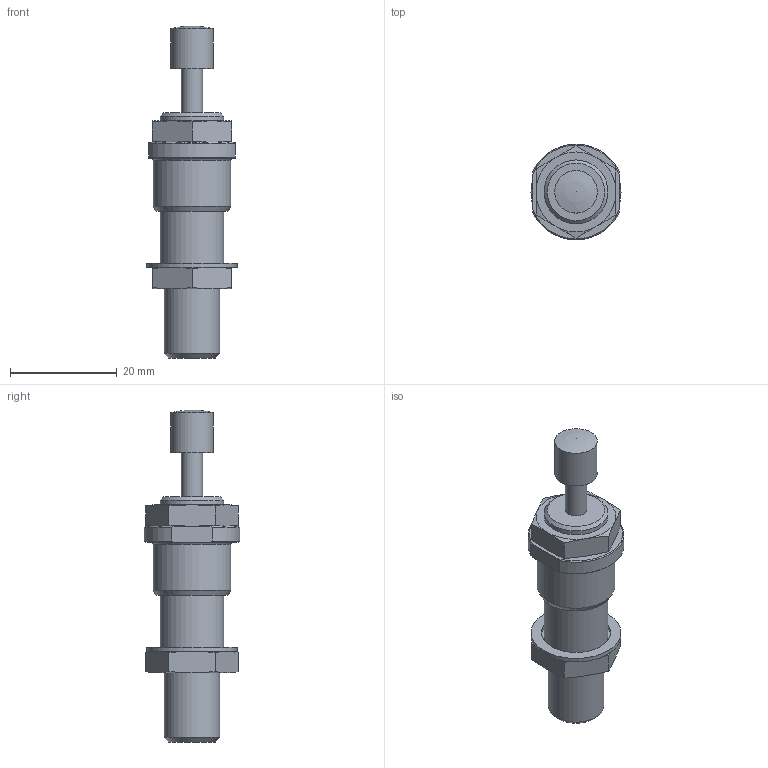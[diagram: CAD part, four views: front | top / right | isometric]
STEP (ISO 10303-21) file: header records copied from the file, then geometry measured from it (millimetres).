
FILE_DESCRIPTION(/* description */ ('STEP AP214'),/* implementation_level */ '2;1');
FILE_NAME(/* name */ '525960_DG-GA-18-YSR',/* time_stamp */ '2024-08-15T23:25:15+02:00',/* author */ ('License CC BY-ND 4.0'),/* organization */ ('CADENAS'),/* preprocessor_version */ 'ST-DEVELOPER v19.3',/* originating_system */ 'PARTsolutions',/* authorisation */ ' ');
FILE_SCHEMA (('AUTOMOTIVE_DESIGN {1 0 10303 214 3 1 1}'));
Length unit declared in the file: millimetre
Products named in the file (6): 525960 DG-GA-18-YSR---(OUT); 34571 YSR-8-8-C---dg_ga1; 34571 YSR-8-8-C---dg_ga3; 525960 DG-GA-18-YSR_h; 34571 YSR-8-8-Cdg_ga2; 525960 DG-GA-18-YSR_r
Assembly tree (6 placements, depth 2):
  525960 DG-GA-18-YSR---(OUT)
    34571 YSR-8-8-C---dg_ga1
    34571 YSR-8-8-C---dg_ga3  x2
    525960 DG-GA-18-YSR_h
    34571 YSR-8-8-Cdg_ga2
    525960 DG-GA-18-YSR_r
Bounding box: 16.9 x 17.93 x 62.3 mm (x, y, z)
Volume: 6933.1 mm3; surface area: 5736.9 mm2
Topology: 6 solids, 6 shells, 86 faces, 172 edges, 103 vertices
Faces by surface type: cone 38, plane 31, cylinder 15, torus 1, sphere 1
Full cylindrical faces by diameter (mm): 4 x2, 8 x3, 10.4 x1, 10.917 x3, 12 x1, 13 x1, 14.6 x1, 16.9 x1
Entity records: 1679 total; most frequent: CARTESIAN_POINT 338, DIRECTION 260, ORIENTED_EDGE 198, AXIS2_PLACEMENT_3D 123, EDGE_CURVE 99, EDGE_LOOP 96, FACE_BOUND 96, VERTEX_POINT 73
